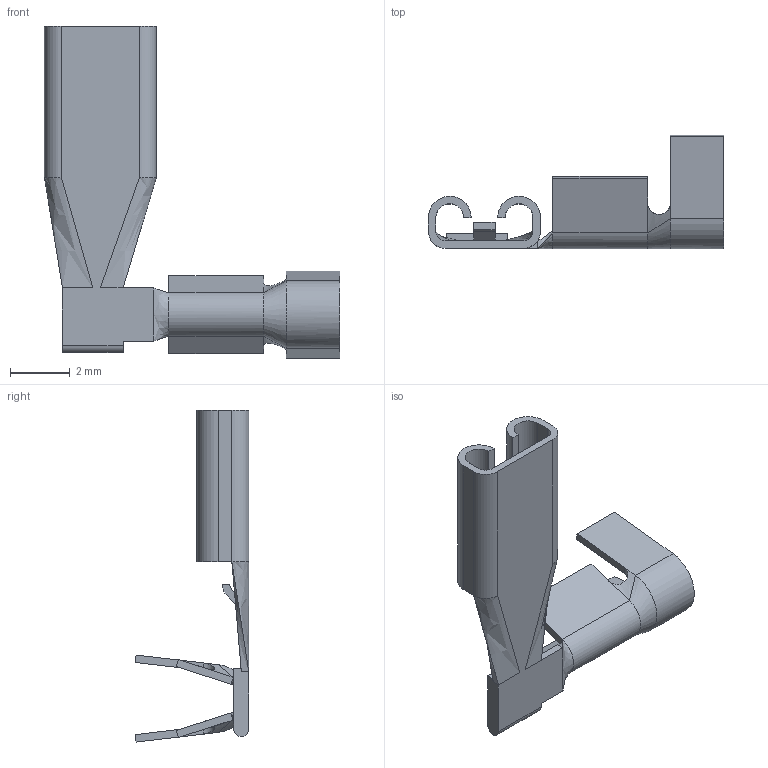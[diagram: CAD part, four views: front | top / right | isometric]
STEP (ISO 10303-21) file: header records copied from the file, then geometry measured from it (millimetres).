
FILE_DESCRIPTION((''),'2;1');
FILE_NAME('C-62336-1','2013-03-12T',('workeradm'),('Tyco Electronics Ltd.'),'PRO/ENGINEER BY PARAMETRIC TECHNOLOGY CORPORATION, 2010430','PRO/ENGINEER BY PARAMETRIC TECHNOLOGY CORPORATION, 2010430','');
FILE_SCHEMA(('AUTOMOTIVE_DESIGN { 1 0 10303 214 1 1 1 1 }'));
Length unit declared in the file: millimetre
Products named in the file (1): C-62336-1
Bounding box: 9.87 x 3.8 x 11.11 mm (x, y, z)
Volume: 25.1 mm3; surface area: 213.2 mm2
Topology: 1 solids, 1 shells, 75 faces, 207 edges, 135 vertices
Faces by surface type: plane 42, cylinder 17, bspline 16
Entity records: 3614 total; most frequent: CARTESIAN_POINT 1434, ORIENTED_EDGE 414, DIRECTION 349, EDGE_CURVE 207, VECTOR 145, LINE 145, VERTEX_POINT 135, AXIS2_PLACEMENT_3D 102
